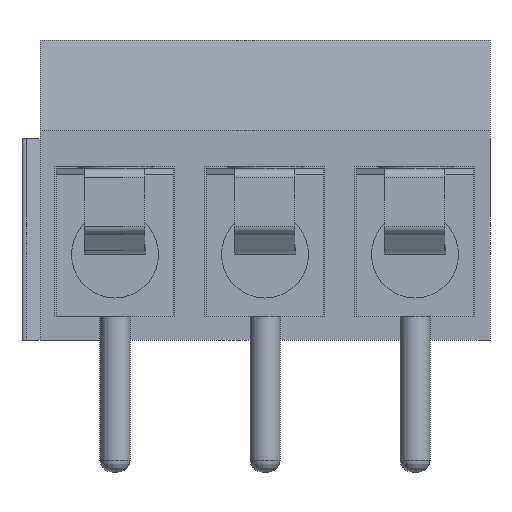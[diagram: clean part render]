
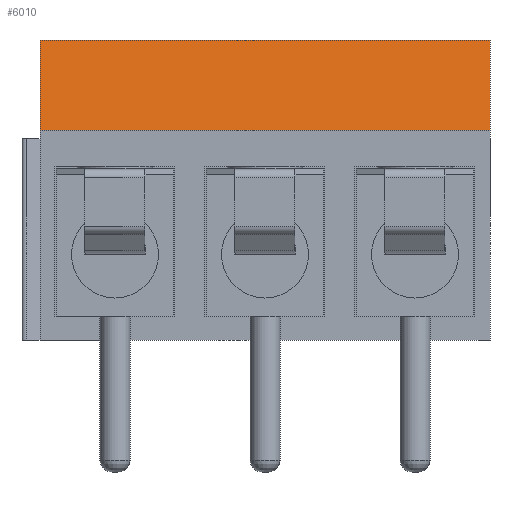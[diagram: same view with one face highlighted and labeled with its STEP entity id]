
A CAD part, front view. The second image highlights one B-rep face of the part: STEP entity #6010.
In plain terms, the highlighted planar face has unit normal (0, -0.981, 0.196).
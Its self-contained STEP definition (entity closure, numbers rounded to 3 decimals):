
#1290 = PLANE('',#1291);
#1291 = AXIS2_PLACEMENT_3D('',#1292,#1293,#1294);
#1292 = CARTESIAN_POINT('',(7.51,-3.1,0.));
#1293 = DIRECTION('',(-0.,-1.,0.));
#1294 = DIRECTION('',(0.,0.,1.));
#2677 = VERTEX_POINT('',#2678);
#2678 = CARTESIAN_POINT('',(7.51,-3.1,7.));
#2692 = PLANE('',#2693);
#2693 = AXIS2_PLACEMENT_3D('',#2694,#2695,#2696);
#2694 = CARTESIAN_POINT('',(7.51,0.,0.));
#2695 = DIRECTION('',(-1.,0.,0.));
#2696 = DIRECTION('',(0.,0.,-1.));
#2704 = EDGE_CURVE('',#2677,#2705,#2707,.T.);
#2705 = VERTEX_POINT('',#2706);
#2706 = CARTESIAN_POINT('',(-7.49,-3.1,7.));
#2707 = SURFACE_CURVE('',#2708,(#2712,#2719),.PCURVE_S1.);
#2708 = LINE('',#2709,#2710);
#2709 = CARTESIAN_POINT('',(7.51,-3.1,7.));
#2710 = VECTOR('',#2711,1.);
#2711 = DIRECTION('',(-1.,0.,0.));
#2712 = PCURVE('',#1290,#2713);
#2713 = DEFINITIONAL_REPRESENTATION('',(#2714),#2718);
#2714 = LINE('',#2715,#2716);
#2715 = CARTESIAN_POINT('',(7.,0.));
#2716 = VECTOR('',#2717,1.);
#2717 = DIRECTION('',(0.,1.));
#2718 = ( GEOMETRIC_REPRESENTATION_CONTEXT(2) 
PARAMETRIC_REPRESENTATION_CONTEXT() REPRESENTATION_CONTEXT('2D SPACE',''
  ) );
#2719 = PCURVE('',#2720,#2725);
#2720 = PLANE('',#2721);
#2721 = AXIS2_PLACEMENT_3D('',#2722,#2723,#2724);
#2722 = CARTESIAN_POINT('',(7.51,-3.1,7.));
#2723 = DIRECTION('',(0.,-0.981,0.196));
#2724 = DIRECTION('',(0.,0.196,0.981));
#2725 = DEFINITIONAL_REPRESENTATION('',(#2726),#2730);
#2726 = LINE('',#2727,#2728);
#2727 = CARTESIAN_POINT('',(0.,0.));
#2728 = VECTOR('',#2729,1.);
#2729 = DIRECTION('',(0.,1.));
#2730 = ( GEOMETRIC_REPRESENTATION_CONTEXT(2) 
PARAMETRIC_REPRESENTATION_CONTEXT() REPRESENTATION_CONTEXT('2D SPACE',''
  ) );
#2748 = PLANE('',#2749);
#2749 = AXIS2_PLACEMENT_3D('',#2750,#2751,#2752);
#2750 = CARTESIAN_POINT('',(-7.49,0.,0.));
#2751 = DIRECTION('',(-1.,0.,0.));
#2752 = DIRECTION('',(0.,0.,-1.));
#5961 = VERTEX_POINT('',#5962);
#5962 = CARTESIAN_POINT('',(7.51,-2.5,10.));
#5976 = PLANE('',#5977);
#5977 = AXIS2_PLACEMENT_3D('',#5978,#5979,#5980);
#5978 = CARTESIAN_POINT('',(7.51,-2.5,10.));
#5979 = DIRECTION('',(0.,0.,1.));
#5980 = DIRECTION('',(0.,1.,0.));
#5988 = EDGE_CURVE('',#2677,#5961,#5989,.T.);
#5989 = SURFACE_CURVE('',#5990,(#5994,#6001),.PCURVE_S1.);
#5990 = LINE('',#5991,#5992);
#5991 = CARTESIAN_POINT('',(7.51,-3.1,7.));
#5992 = VECTOR('',#5993,1.);
#5993 = DIRECTION('',(0.,0.196,0.981));
#5994 = PCURVE('',#2692,#5995);
#5995 = DEFINITIONAL_REPRESENTATION('',(#5996),#6000);
#5996 = LINE('',#5997,#5998);
#5997 = CARTESIAN_POINT('',(-7.,3.1));
#5998 = VECTOR('',#5999,1.);
#5999 = DIRECTION('',(-0.981,-0.196));
#6000 = ( GEOMETRIC_REPRESENTATION_CONTEXT(2) 
PARAMETRIC_REPRESENTATION_CONTEXT() REPRESENTATION_CONTEXT('2D SPACE',''
  ) );
#6001 = PCURVE('',#2720,#6002);
#6002 = DEFINITIONAL_REPRESENTATION('',(#6003),#6007);
#6003 = LINE('',#6004,#6005);
#6004 = CARTESIAN_POINT('',(0.,0.));
#6005 = VECTOR('',#6006,1.);
#6006 = DIRECTION('',(1.,0.));
#6007 = ( GEOMETRIC_REPRESENTATION_CONTEXT(2) 
PARAMETRIC_REPRESENTATION_CONTEXT() REPRESENTATION_CONTEXT('2D SPACE',''
  ) );
#6010 = ADVANCED_FACE('',(#6011),#2720,.T.);
#6011 = FACE_BOUND('',#6012,.T.);
#6012 = EDGE_LOOP('',(#6013,#6014,#6037,#6058));
#6013 = ORIENTED_EDGE('',*,*,#5988,.T.);
#6014 = ORIENTED_EDGE('',*,*,#6015,.T.);
#6015 = EDGE_CURVE('',#5961,#6016,#6018,.T.);
#6016 = VERTEX_POINT('',#6017);
#6017 = CARTESIAN_POINT('',(-7.49,-2.5,10.));
#6018 = SURFACE_CURVE('',#6019,(#6023,#6030),.PCURVE_S1.);
#6019 = LINE('',#6020,#6021);
#6020 = CARTESIAN_POINT('',(7.51,-2.5,10.));
#6021 = VECTOR('',#6022,1.);
#6022 = DIRECTION('',(-1.,0.,0.));
#6023 = PCURVE('',#2720,#6024);
#6024 = DEFINITIONAL_REPRESENTATION('',(#6025),#6029);
#6025 = LINE('',#6026,#6027);
#6026 = CARTESIAN_POINT('',(3.059,0.));
#6027 = VECTOR('',#6028,1.);
#6028 = DIRECTION('',(0.,1.));
#6029 = ( GEOMETRIC_REPRESENTATION_CONTEXT(2) 
PARAMETRIC_REPRESENTATION_CONTEXT() REPRESENTATION_CONTEXT('2D SPACE',''
  ) );
#6030 = PCURVE('',#5976,#6031);
#6031 = DEFINITIONAL_REPRESENTATION('',(#6032),#6036);
#6032 = LINE('',#6033,#6034);
#6033 = CARTESIAN_POINT('',(0.,0.));
#6034 = VECTOR('',#6035,1.);
#6035 = DIRECTION('',(0.,1.));
#6036 = ( GEOMETRIC_REPRESENTATION_CONTEXT(2) 
PARAMETRIC_REPRESENTATION_CONTEXT() REPRESENTATION_CONTEXT('2D SPACE',''
  ) );
#6037 = ORIENTED_EDGE('',*,*,#6038,.F.);
#6038 = EDGE_CURVE('',#2705,#6016,#6039,.T.);
#6039 = SURFACE_CURVE('',#6040,(#6044,#6051),.PCURVE_S1.);
#6040 = LINE('',#6041,#6042);
#6041 = CARTESIAN_POINT('',(-7.49,-3.1,7.));
#6042 = VECTOR('',#6043,1.);
#6043 = DIRECTION('',(0.,0.196,0.981));
#6044 = PCURVE('',#2720,#6045);
#6045 = DEFINITIONAL_REPRESENTATION('',(#6046),#6050);
#6046 = LINE('',#6047,#6048);
#6047 = CARTESIAN_POINT('',(0.,15.));
#6048 = VECTOR('',#6049,1.);
#6049 = DIRECTION('',(1.,0.));
#6050 = ( GEOMETRIC_REPRESENTATION_CONTEXT(2) 
PARAMETRIC_REPRESENTATION_CONTEXT() REPRESENTATION_CONTEXT('2D SPACE',''
  ) );
#6051 = PCURVE('',#2748,#6052);
#6052 = DEFINITIONAL_REPRESENTATION('',(#6053),#6057);
#6053 = LINE('',#6054,#6055);
#6054 = CARTESIAN_POINT('',(-7.,3.1));
#6055 = VECTOR('',#6056,1.);
#6056 = DIRECTION('',(-0.981,-0.196));
#6057 = ( GEOMETRIC_REPRESENTATION_CONTEXT(2) 
PARAMETRIC_REPRESENTATION_CONTEXT() REPRESENTATION_CONTEXT('2D SPACE',''
  ) );
#6058 = ORIENTED_EDGE('',*,*,#2704,.F.);
